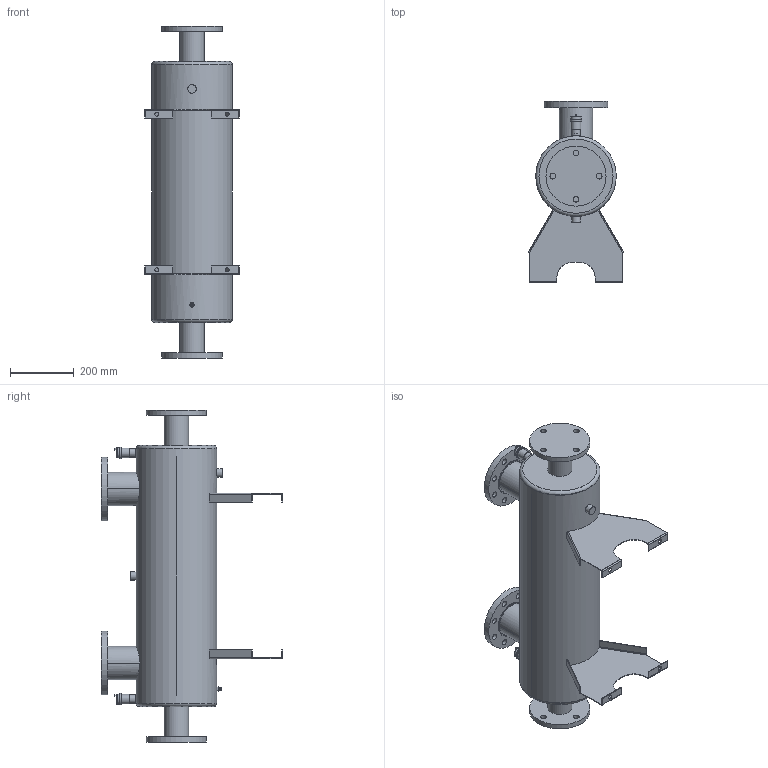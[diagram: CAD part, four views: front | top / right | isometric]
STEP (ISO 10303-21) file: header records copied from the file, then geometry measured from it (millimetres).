
FILE_DESCRIPTION (( 'STEP AP203' ), '1' );
FILE_NAME ('眛.300.STEP', '2025-03-11T06:48:50', ( '' ), ( '' ), 'SwSTEP 2.0', 'SolidWorks 2022', '' );
FILE_SCHEMA (( 'CONFIG_CONTROL_DESIGN' ));
Length unit declared in the file: millimetre
Products named in the file (1): ТО.300
Bounding box: 296.93 x 567.27 x 1039 mm (x, y, z)
Volume: 40750576.4 mm3; surface area: 2650900.3 mm2
Topology: 12 solids, 15 shells, 303 faces, 665 edges, 419 vertices
Faces by surface type: plane 151, cylinder 115, cone 19, torus 18
Full cylindrical faces by diameter (mm): 5.2 x1, 6 x1, 6.4 x2, 7.1 x1, 8 x2, 10.1 x1, 10.833 x1, 11.122 x1, 12 x2, 13 x4, 14.2 x1, 18 x24, 18.63 x2, 18.631 x1, 23.882 x1, 24 x2, 24.1 x2, 27 x4, 30 x2, 32 x2, 36 x2, 68 x3, 68.1 x2, 72 x1, 72.1 x1, 76.1 x2, 103 x2, 109 x2, 117 x2, 188 x2
Entity records: 9443 total; most frequent: CARTESIAN_POINT 3122, DIRECTION 1304, ORIENTED_EDGE 1060, AXIS2_PLACEMENT_3D 548, EDGE_CURVE 530, EDGE_LOOP 522, FACE_OUTER_BOUND 396, VERTEX_POINT 392
